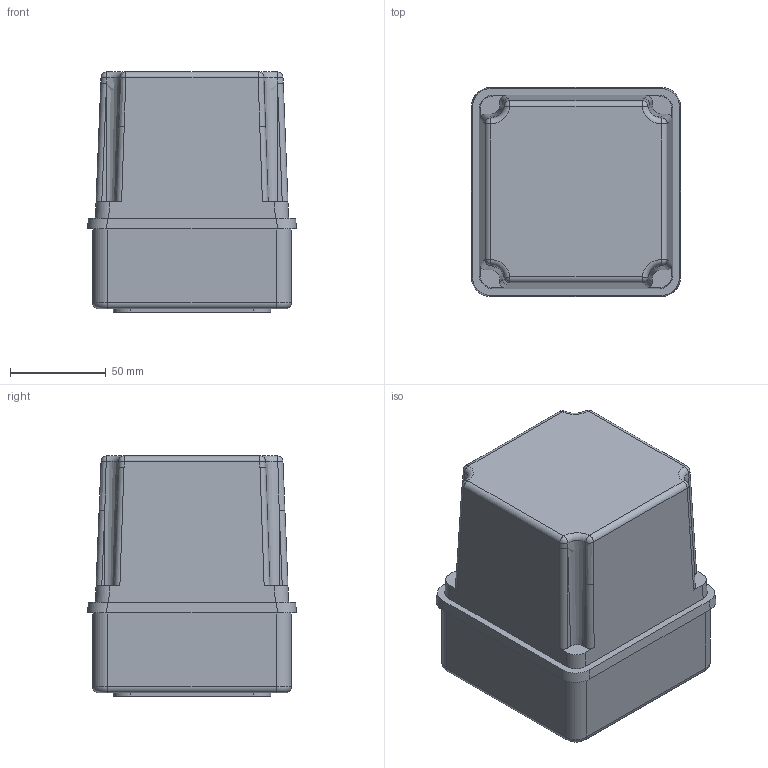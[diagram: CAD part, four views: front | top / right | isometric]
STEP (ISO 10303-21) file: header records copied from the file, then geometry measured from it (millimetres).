
FILE_DESCRIPTION((''),'2;1');
FILE_NAME('GW44214_ASM','2021-07-16T10:46:56',('User'),('Axiro Italia'),'CREO PARAMETRIC BY PTC INC, 2020354','CREO PARAMETRIC BY PTC INC, 2020354','');
FILE_SCHEMA(('CONFIG_CONTROL_DESIGN'));
Length unit declared in the file: millimetre
Products named in the file (3): GW44214_COMPONENTE_A_OR; GW44214_COMPONENTE_B_OR; GW44214_ASM
Assembly tree (2 placements, depth 2):
  GW44214_ASM
    GW44214_COMPONENTE_A_OR
    GW44214_COMPONENTE_B_OR
Bounding box: 109.26 x 109.26 x 125.5 mm (x, y, z)
Volume: 183628.7 mm3; surface area: 144748.3 mm2
Topology: 2 solids, 2 shells, 422 faces, 1062 edges, 682 vertices
Faces by surface type: plane 242, cylinder 104, cone 32, bspline 22, torus 12, sphere 10
Entity records: 13788 total; most frequent: CARTESIAN_POINT 3561, ORIENTED_EDGE 2116, DIRECTION 2077, EDGE_CURVE 1058, VECTOR 719, LINE 719, VERTEX_POINT 682, AXIS2_PLACEMENT_3D 679
